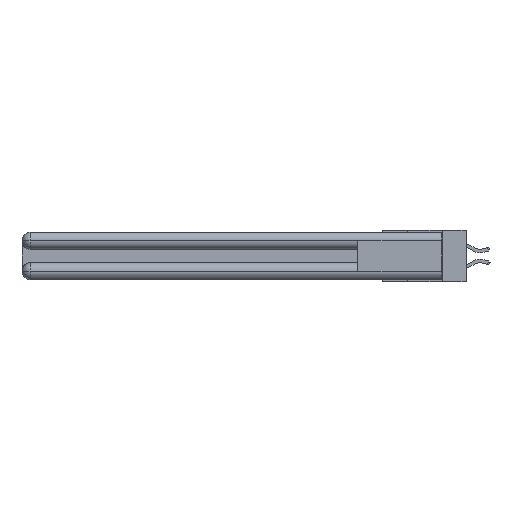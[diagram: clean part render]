
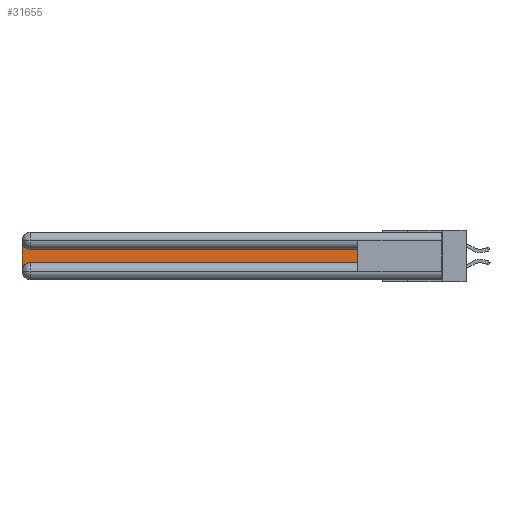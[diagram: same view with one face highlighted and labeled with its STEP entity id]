
A CAD part, left-side view. The second image highlights one B-rep face of the part: STEP entity #31655.
In plain terms, the highlighted planar face has unit normal (-1, 0, 0).
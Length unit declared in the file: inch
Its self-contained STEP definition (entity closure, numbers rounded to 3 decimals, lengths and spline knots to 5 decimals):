
#1405 = DIRECTION ( 'NONE',  ( 0., -1., 0. ) ) ;
#2148 = CARTESIAN_POINT ( 'NONE',  ( 0.075, 3., -0.2175 ) ) ;
#2966 = CARTESIAN_POINT ( 'NONE',  ( 0.075, 2.94, -0.1225 ) ) ;
#3681 = VECTOR ( 'NONE', #27377, 39.37008 ) ;
#4492 = ORIENTED_EDGE ( 'NONE', *, *, #23451, .T. ) ;
#4993 = FACE_OUTER_BOUND ( 'NONE', #8583, .T. ) ;
#5339 = DIRECTION ( 'NONE',  ( 1., 0., 0. ) ) ;
#5495 = CARTESIAN_POINT ( 'NONE',  ( 0.075, 0.6, -0.2175 ) ) ;
#5571 = DIRECTION ( 'NONE',  ( 0., 0., -1. ) ) ;
#5709 = VERTEX_POINT ( 'NONE', #31670 ) ;
#5876 = EDGE_CURVE ( 'NONE', #25794, #9514, #27788, .T. ) ;
#6457 = EDGE_CURVE ( 'NONE', #9548, #11600, #15079, .T. ) ;
#8583 = EDGE_LOOP ( 'NONE', ( #18996, #20823, #4492, #9289, #19211, #33166 ) ) ;
#9256 = DIRECTION ( 'NONE',  ( 1., 0., 0. ) ) ;
#9289 = ORIENTED_EDGE ( 'NONE', *, *, #20509, .T. ) ;
#9514 = VERTEX_POINT ( 'NONE', #32302 ) ;
#9548 = VERTEX_POINT ( 'NONE', #2966 ) ;
#9598 = DIRECTION ( 'NONE',  ( 0., 0., -1. ) ) ;
#9729 = EDGE_CURVE ( 'NONE', #5709, #25794, #22487, .T. ) ;
#11600 = VERTEX_POINT ( 'NONE', #14477 ) ;
#12114 = LINE ( 'NONE', #19305, #3681 ) ;
#13488 = DIRECTION ( 'NONE',  ( 1., 0., 0. ) ) ;
#14477 = CARTESIAN_POINT ( 'NONE',  ( 0.075, 3., -0.0625 ) ) ;
#15079 = CIRCLE ( 'NONE', #16505, 0.06 ) ;
#15915 = EDGE_CURVE ( 'NONE', #9514, #9548, #12114, .T. ) ;
#15978 = DIRECTION ( 'NONE',  ( 0., 0., -1. ) ) ;
#16311 = CARTESIAN_POINT ( 'NONE',  ( 0.075, 2.94, -0.0625 ) ) ;
#16436 = PLANE ( 'NONE',  #20992 ) ;
#16505 = AXIS2_PLACEMENT_3D ( 'NONE', #16311, #5339, #5571 ) ;
#17647 = CARTESIAN_POINT ( 'NONE',  ( 0.075, 2.94, -0.2775 ) ) ;
#17649 = CARTESIAN_POINT ( 'NONE',  ( 0.075, 3., -0.2775 ) ) ;
#18522 = CIRCLE ( 'NONE', #25778, 0.06 ) ;
#18996 = ORIENTED_EDGE ( 'NONE', *, *, #15915, .T. ) ;
#19211 = ORIENTED_EDGE ( 'NONE', *, *, #9729, .T. ) ;
#19305 = CARTESIAN_POINT ( 'NONE',  ( 0.075, 0.6, -0.1225 ) ) ;
#20509 = EDGE_CURVE ( 'NONE', #34090, #5709, #18522, .T. ) ;
#20823 = ORIENTED_EDGE ( 'NONE', *, *, #6457, .T. ) ;
#20930 = CARTESIAN_POINT ( 'NONE',  ( 0.075, 0.6, -0.2175 ) ) ;
#20992 = AXIS2_PLACEMENT_3D ( 'NONE', #21882, #13488, #15978 ) ;
#21244 = VECTOR ( 'NONE', #23699, 39.37008 ) ;
#21882 = CARTESIAN_POINT ( 'NONE',  ( 0.075, 3., -0.1225 ) ) ;
#22487 = LINE ( 'NONE', #33700, #25836 ) ;
#23451 = EDGE_CURVE ( 'NONE', #11600, #34090, #30080, .T. ) ;
#23699 = DIRECTION ( 'NONE',  ( 0., 0., -1. ) ) ;
#25778 = AXIS2_PLACEMENT_3D ( 'NONE', #17647, #9256, #9598 ) ;
#25794 = VERTEX_POINT ( 'NONE', #20930 ) ;
#25836 = VECTOR ( 'NONE', #1405, 39.37008 ) ;
#27071 = DIRECTION ( 'NONE',  ( 0., 0., 1. ) ) ;
#27377 = DIRECTION ( 'NONE',  ( 0., 1., 0. ) ) ;
#27788 = LINE ( 'NONE', #5495, #31572 ) ;
#30080 = LINE ( 'NONE', #2148, #21244 ) ;
#31572 = VECTOR ( 'NONE', #27071, 39.37008 ) ;
#31655 = ADVANCED_FACE ( 'NONE', ( #4993 ), #16436, .F. ) ;
#31670 = CARTESIAN_POINT ( 'NONE',  ( 0.075, 2.94, -0.2175 ) ) ;
#32302 = CARTESIAN_POINT ( 'NONE',  ( 0.075, 0.6, -0.1225 ) ) ;
#33166 = ORIENTED_EDGE ( 'NONE', *, *, #5876, .T. ) ;
#33700 = CARTESIAN_POINT ( 'NONE',  ( 0.075, 0.6, -0.2175 ) ) ;
#34090 = VERTEX_POINT ( 'NONE', #17649 ) ;
